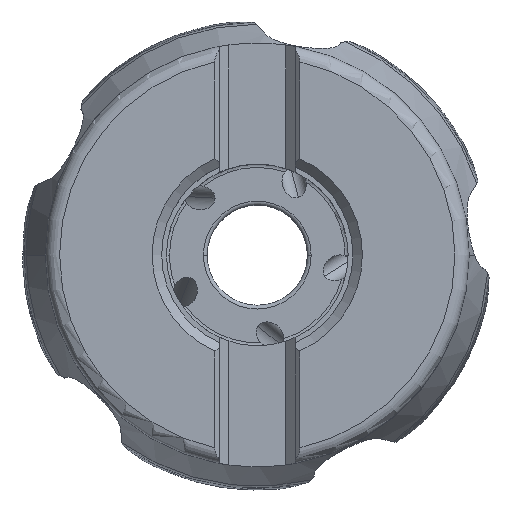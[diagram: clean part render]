
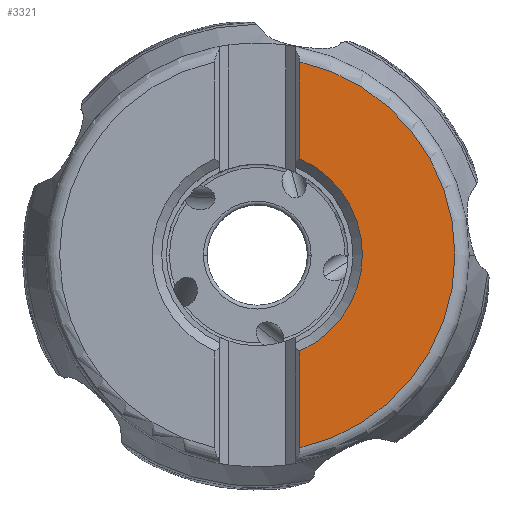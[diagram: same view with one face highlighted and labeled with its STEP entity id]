
A CAD part, top view. The second image highlights one B-rep face of the part: STEP entity #3321.
In plain terms, the highlighted planar face has unit normal (0, 0, 1).
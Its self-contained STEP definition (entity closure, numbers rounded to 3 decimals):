
#840=LINE('',#32107,#1298);
#841=LINE('',#32113,#1299);
#1298=VECTOR('',#14579,1.);
#1299=VECTOR('',#14584,1.);
#1860=FACE_OUTER_BOUND('',#4193,.T.);
#3321=ADVANCED_FACE('',(#1860),#3736,.T.);
#3736=PLANE('',#12551);
#4193=EDGE_LOOP('',(#6635,#6636,#6637,#6638,#6639));
#6635=ORIENTED_EDGE('',*,*,#10627,.T.);
#6636=ORIENTED_EDGE('',*,*,#10628,.F.);
#6637=ORIENTED_EDGE('',*,*,#10629,.F.);
#6638=ORIENTED_EDGE('',*,*,#10630,.T.);
#6639=ORIENTED_EDGE('',*,*,#10626,.F.);
#9061=VERTEX_POINT('',#32090);
#9063=VERTEX_POINT('',#32104);
#9064=VERTEX_POINT('',#32108);
#9065=VERTEX_POINT('',#32110);
#9066=VERTEX_POINT('',#32112);
#10626=EDGE_CURVE('',#9063,#9061,#11478,.T.);
#10627=EDGE_CURVE('',#9063,#9064,#840,.T.);
#10628=EDGE_CURVE('',#9065,#9064,#11479,.T.);
#10629=EDGE_CURVE('',#9066,#9065,#11480,.T.);
#10630=EDGE_CURVE('',#9066,#9061,#841,.T.);
#11478=CIRCLE('',#12547,11.025);
#11479=CIRCLE('',#12549,20.725);
#11480=CIRCLE('',#12550,20.725);
#12547=AXIS2_PLACEMENT_3D('',#32105,#14575,#14576);
#12549=AXIS2_PLACEMENT_3D('',#32109,#14580,#14581);
#12550=AXIS2_PLACEMENT_3D('',#32111,#14582,#14583);
#12551=AXIS2_PLACEMENT_3D('',#32114,#14585,#14586);
#14575=DIRECTION('',(0.,0.,1.));
#14576=DIRECTION('',(0.405,-0.914,0.));
#14579=DIRECTION('',(0.,-1.,0.));
#14580=DIRECTION('',(0.,0.,-1.));
#14581=DIRECTION('',(1.,-0.001,0.));
#14582=DIRECTION('',(0.,0.,-1.));
#14583=DIRECTION('',(0.216,0.976,0.));
#14584=DIRECTION('',(0.,-1.,0.));
#14585=DIRECTION('',(0.,0.,1.));
#14586=DIRECTION('',(-1.,0.,0.));
#32090=CARTESIAN_POINT('',(4.47,10.078,0.));
#32104=CARTESIAN_POINT('',(4.47,-10.078,0.));
#32105=CARTESIAN_POINT('',(0.,0.,0.));
#32107=CARTESIAN_POINT('',(4.47,-10.078,0.));
#32108=CARTESIAN_POINT('',(4.47,-20.237,0.));
#32109=CARTESIAN_POINT('',(0.,0.,0.));
#32110=CARTESIAN_POINT('',(20.725,-0.02,0.));
#32111=CARTESIAN_POINT('',(0.,0.,0.));
#32112=CARTESIAN_POINT('',(4.47,20.237,0.));
#32113=CARTESIAN_POINT('',(4.47,20.237,0.));
#32114=CARTESIAN_POINT('',(12.597,0.,0.));
